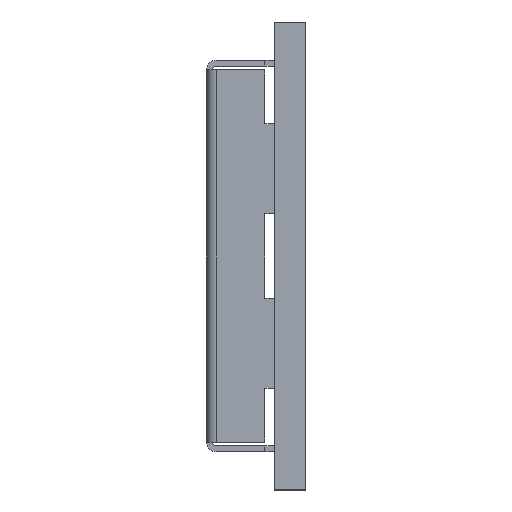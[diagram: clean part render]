
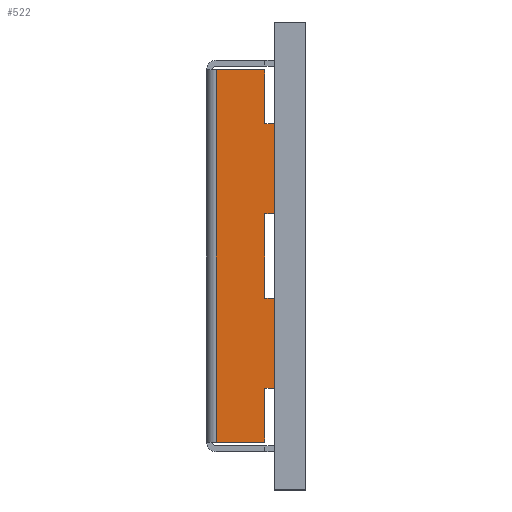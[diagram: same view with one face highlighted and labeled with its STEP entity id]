
A CAD part, left-side view. The second image highlights one B-rep face of the part: STEP entity #522.
In plain terms, the highlighted planar face has unit normal (-1, 0, 0).
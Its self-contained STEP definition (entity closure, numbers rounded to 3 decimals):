
#85 = PLANE ( 'NONE',  #11053 ) ;
#358 = DIRECTION ( 'NONE',  ( 0., 1., 0. ) ) ;
#386 = ORIENTED_EDGE ( 'NONE', *, *, #6006, .T. ) ;
#433 = LINE ( 'NONE', #10476, #2479 ) ;
#466 = EDGE_CURVE ( 'NONE', #5729, #5315, #7238, .T. ) ;
#522 = ADVANCED_FACE ( 'NONE', ( #3268 ), #85, .F. ) ;
#664 = ORIENTED_EDGE ( 'NONE', *, *, #4520, .T. ) ;
#712 = EDGE_CURVE ( 'NONE', #5729, #4673, #2029, .T. ) ;
#1047 = DIRECTION ( 'NONE',  ( 0., 1., 0. ) ) ;
#1357 = VECTOR ( 'NONE', #4509, 1000. ) ;
#1419 = EDGE_CURVE ( 'NONE', #5060, #4673, #9873, .T. ) ;
#1537 = EDGE_CURVE ( 'NONE', #2448, #1583, #4965, .T. ) ;
#1583 = VERTEX_POINT ( 'NONE', #9169 ) ;
#1711 = CARTESIAN_POINT ( 'NONE',  ( -7., 1.07, -1.1 ) ) ;
#1739 = CARTESIAN_POINT ( 'NONE',  ( -7., 0.82, -3.45 ) ) ;
#1789 = CARTESIAN_POINT ( 'NONE',  ( -7., 2.59, 1.1 ) ) ;
#1821 = EDGE_CURVE ( 'NONE', #3580, #8551, #10439, .T. ) ;
#1850 = CARTESIAN_POINT ( 'NONE',  ( -7., 1.07, -4.85 ) ) ;
#2029 = LINE ( 'NONE', #6516, #8720 ) ;
#2076 = CARTESIAN_POINT ( 'NONE',  ( -7., 2.59, -1.1 ) ) ;
#2326 = EDGE_CURVE ( 'NONE', #8551, #2448, #8502, .T. ) ;
#2448 = VERTEX_POINT ( 'NONE', #1711 ) ;
#2479 = VECTOR ( 'NONE', #7768, 1000. ) ;
#2769 = VECTOR ( 'NONE', #3442, 1000. ) ;
#2838 = DIRECTION ( 'NONE',  ( 1., 0., 0. ) ) ;
#2850 = CARTESIAN_POINT ( 'NONE',  ( -7., 2.59, 3.45 ) ) ;
#3182 = VECTOR ( 'NONE', #10586, 1000. ) ;
#3268 = FACE_OUTER_BOUND ( 'NONE', #7890, .T. ) ;
#3437 = DIRECTION ( 'NONE',  ( 0., 0., 1. ) ) ;
#3442 = DIRECTION ( 'NONE',  ( 0., 0., 1. ) ) ;
#3580 = VERTEX_POINT ( 'NONE', #1739 ) ;
#3618 = VERTEX_POINT ( 'NONE', #5096 ) ;
#3823 = VECTOR ( 'NONE', #9075, 1000. ) ;
#3888 = VECTOR ( 'NONE', #5490, 1000. ) ;
#3961 = CARTESIAN_POINT ( 'NONE',  ( -7., 1.07, -3.45 ) ) ;
#4061 = ORIENTED_EDGE ( 'NONE', *, *, #466, .T. ) ;
#4199 = VERTEX_POINT ( 'NONE', #5028 ) ;
#4509 = DIRECTION ( 'NONE',  ( 0., -1., 0. ) ) ;
#4520 = EDGE_CURVE ( 'NONE', #4895, #4199, #8942, .T. ) ;
#4609 = CARTESIAN_POINT ( 'NONE',  ( -7., 0.81, 4.85 ) ) ;
#4673 = VERTEX_POINT ( 'NONE', #6360 ) ;
#4859 = ORIENTED_EDGE ( 'NONE', *, *, #6793, .T. ) ;
#4895 = VERTEX_POINT ( 'NONE', #10455 ) ;
#4965 = LINE ( 'NONE', #7310, #8766 ) ;
#5028 = CARTESIAN_POINT ( 'NONE',  ( -7., 0.82, 3.45 ) ) ;
#5060 = VERTEX_POINT ( 'NONE', #10017 ) ;
#5096 = CARTESIAN_POINT ( 'NONE',  ( -7., 1.07, 3.45 ) ) ;
#5291 = CARTESIAN_POINT ( 'NONE',  ( -7., 0.82, -1.1 ) ) ;
#5315 = VERTEX_POINT ( 'NONE', #3961 ) ;
#5490 = DIRECTION ( 'NONE',  ( 0., 0., 1. ) ) ;
#5491 = DIRECTION ( 'NONE',  ( 0., 1., 0. ) ) ;
#5493 = DIRECTION ( 'NONE',  ( 0., 0., -1. ) ) ;
#5729 = VERTEX_POINT ( 'NONE', #1850 ) ;
#5829 = ORIENTED_EDGE ( 'NONE', *, *, #2326, .T. ) ;
#5915 = ORIENTED_EDGE ( 'NONE', *, *, #1537, .T. ) ;
#6006 = EDGE_CURVE ( 'NONE', #1583, #4895, #7938, .T. ) ;
#6138 = CARTESIAN_POINT ( 'NONE',  ( -7., 1.07, 5.1 ) ) ;
#6142 = LINE ( 'NONE', #4609, #9681 ) ;
#6217 = CARTESIAN_POINT ( 'NONE',  ( -7., 2.59, 5.1 ) ) ;
#6330 = CARTESIAN_POINT ( 'NONE',  ( -7., 1.07, 5.1 ) ) ;
#6360 = CARTESIAN_POINT ( 'NONE',  ( -7., 2.34, -4.85 ) ) ;
#6362 = CARTESIAN_POINT ( 'NONE',  ( -7., 0.82, 5.1 ) ) ;
#6516 = CARTESIAN_POINT ( 'NONE',  ( -7., 0.81, -4.85 ) ) ;
#6564 = ORIENTED_EDGE ( 'NONE', *, *, #7965, .T. ) ;
#6773 = EDGE_CURVE ( 'NONE', #10377, #5060, #6142, .T. ) ;
#6793 = EDGE_CURVE ( 'NONE', #3618, #10377, #7243, .T. ) ;
#7129 = EDGE_CURVE ( 'NONE', #5315, #3580, #433, .T. ) ;
#7227 = CARTESIAN_POINT ( 'NONE',  ( -7., 2.34, 5.1 ) ) ;
#7238 = LINE ( 'NONE', #6138, #7780 ) ;
#7243 = LINE ( 'NONE', #6330, #3823 ) ;
#7310 = CARTESIAN_POINT ( 'NONE',  ( -7., 1.07, 5.1 ) ) ;
#7768 = DIRECTION ( 'NONE',  ( 0., -1., 0. ) ) ;
#7780 = VECTOR ( 'NONE', #3437, 1000. ) ;
#7890 = EDGE_LOOP ( 'NONE', ( #6564, #4859, #8490, #10928, #9187, #4061, #8730, #8949, #5829, #5915, #386, #664 ) ) ;
#7938 = LINE ( 'NONE', #1789, #1357 ) ;
#7965 = EDGE_CURVE ( 'NONE', #4199, #3618, #9281, .T. ) ;
#8079 = DIRECTION ( 'NONE',  ( 0., 1., 0. ) ) ;
#8466 = VECTOR ( 'NONE', #1047, 1000. ) ;
#8490 = ORIENTED_EDGE ( 'NONE', *, *, #6773, .T. ) ;
#8502 = LINE ( 'NONE', #2076, #9321 ) ;
#8551 = VERTEX_POINT ( 'NONE', #5291 ) ;
#8720 = VECTOR ( 'NONE', #358, 1000. ) ;
#8730 = ORIENTED_EDGE ( 'NONE', *, *, #7129, .T. ) ;
#8766 = VECTOR ( 'NONE', #9026, 1000. ) ;
#8869 = CARTESIAN_POINT ( 'NONE',  ( -7., 1.07, 4.85 ) ) ;
#8942 = LINE ( 'NONE', #6362, #3888 ) ;
#8949 = ORIENTED_EDGE ( 'NONE', *, *, #1821, .T. ) ;
#9026 = DIRECTION ( 'NONE',  ( 0., 0., 1. ) ) ;
#9075 = DIRECTION ( 'NONE',  ( 0., 0., 1. ) ) ;
#9169 = CARTESIAN_POINT ( 'NONE',  ( -7., 1.07, 1.1 ) ) ;
#9187 = ORIENTED_EDGE ( 'NONE', *, *, #712, .F. ) ;
#9281 = LINE ( 'NONE', #2850, #8466 ) ;
#9321 = VECTOR ( 'NONE', #5491, 1000. ) ;
#9681 = VECTOR ( 'NONE', #8079, 1000. ) ;
#9873 = LINE ( 'NONE', #7227, #3182 ) ;
#10017 = CARTESIAN_POINT ( 'NONE',  ( -7., 2.34, 4.85 ) ) ;
#10377 = VERTEX_POINT ( 'NONE', #8869 ) ;
#10439 = LINE ( 'NONE', #10539, #2769 ) ;
#10455 = CARTESIAN_POINT ( 'NONE',  ( -7., 0.82, 1.1 ) ) ;
#10476 = CARTESIAN_POINT ( 'NONE',  ( -7., 2.59, -3.45 ) ) ;
#10539 = CARTESIAN_POINT ( 'NONE',  ( -7., 0.82, 5.1 ) ) ;
#10586 = DIRECTION ( 'NONE',  ( 0., 0., -1. ) ) ;
#10928 = ORIENTED_EDGE ( 'NONE', *, *, #1419, .T. ) ;
#11053 = AXIS2_PLACEMENT_3D ( 'NONE', #6217, #2838, #5493 ) ;
